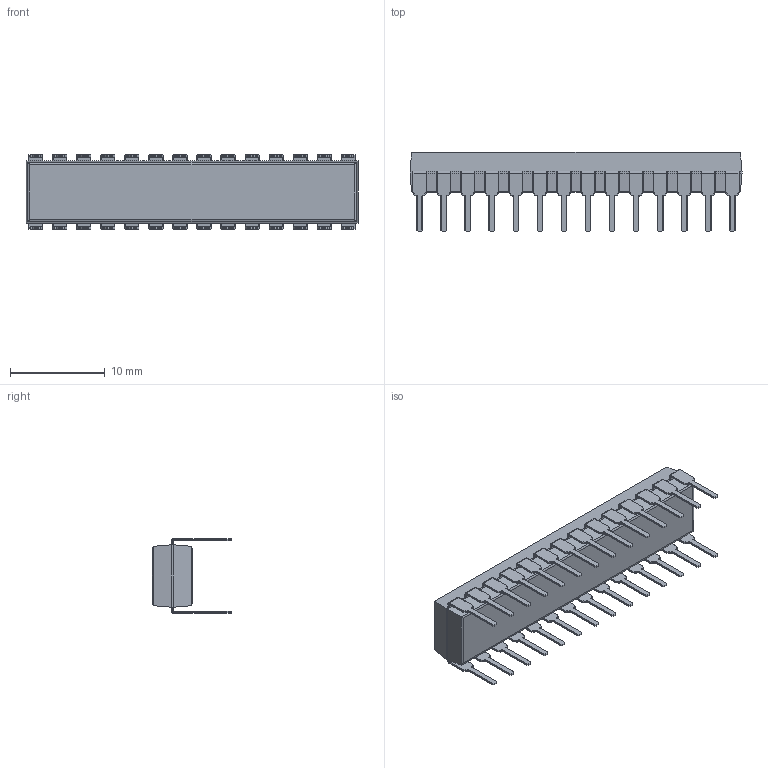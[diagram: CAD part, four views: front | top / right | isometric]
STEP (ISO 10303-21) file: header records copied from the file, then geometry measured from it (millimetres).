
FILE_DESCRIPTION (( 'STEP AP214' ), '1' );
FILE_NAME ('User Library-DIP28.STEP', '2014-03-04T05:39:04', ( 'Windows User' ), ( '' ), 'SwSTEP 2.0', 'SolidWorks 2014', '' );
FILE_SCHEMA (( 'AUTOMOTIVE_DESIGN' ));
Length unit declared in the file: millimetre
Products named in the file (3): User Library-DIP28_Pins Narrow_1; User Library-DIP28_K_X_F6rper DIP28_1; User Library-DIP28
Assembly tree (29 placements, depth 2):
  User Library-DIP28
    User Library-DIP28_K_X_F6rper DIP28_1
    User Library-DIP28_Pins Narrow_1  x28
Bounding box: 35.05 x 8.38 x 7.82 mm (x, y, z)
Volume: 980.3 mm3; surface area: 1267.3 mm2
Topology: 29 solids, 29 shells, 2265 faces, 4925 edges, 2494 vertices
Faces by surface type: cylinder 1130, bspline 672, plane 463
Entity records: 4448 total; most frequent: CARTESIAN_POINT 908, DIRECTION 495, ORIENTED_EDGE 438, EDGE_CURVE 219, AXIS2_PLACEMENT_3D 187, VECTOR 121, LINE 121, VERTEX_POINT 118
